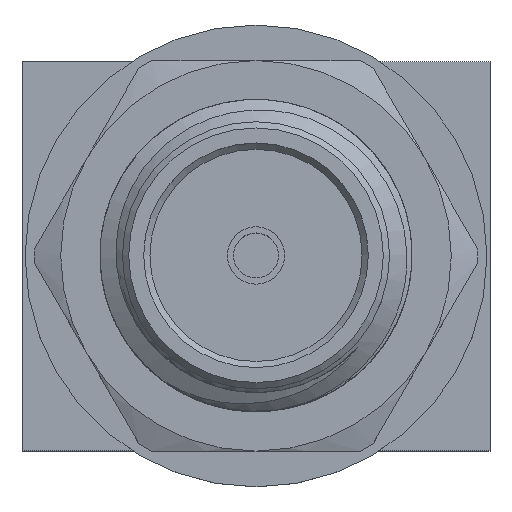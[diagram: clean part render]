
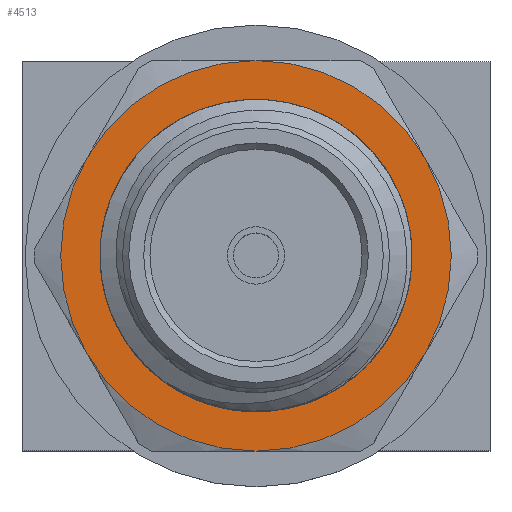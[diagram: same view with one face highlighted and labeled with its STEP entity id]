
A CAD part, top view. The second image highlights one B-rep face of the part: STEP entity #4513.
In plain terms, the highlighted planar face has unit normal (0, 0, 1).
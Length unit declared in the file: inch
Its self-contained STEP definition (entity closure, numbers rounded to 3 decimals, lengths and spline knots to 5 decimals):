
#107 = CARTESIAN_POINT ( 'NONE',  ( -0.02738, 0.12176, 0.185 ) ) ;
#115 = VERTEX_POINT ( 'NONE', #4895 ) ;
#321 = CARTESIAN_POINT ( 'NONE',  ( -0.11124, 0.05701, 0.185 ) ) ;
#440 = CARTESIAN_POINT ( 'NONE',  ( -0.11856, 0.03664, 0.185 ) ) ;
#566 = CIRCLE ( 'NONE', #5054, 0.1565 ) ;
#617 = VERTEX_POINT ( 'NONE', #6679 ) ;
#931 = CARTESIAN_POINT ( 'NONE',  ( 0.01388, 0.12132, 0.185 ) ) ;
#991 = CARTESIAN_POINT ( 'NONE',  ( 0., -0.1565, 0.185 ) ) ;
#997 = B_SPLINE_CURVE_WITH_KNOTS ( 'NONE', 3,
 ( #3470, #4379, #9770, #1277, #3608, #440, #7395, #6616 ),
 .UNSPECIFIED., .F., .F.,
 ( 4, 2, 2, 4 ),
 ( 0.00139, 0.0018, 0.00221, 0.00303 ),
 .UNSPECIFIED. ) ;
#1089 = CARTESIAN_POINT ( 'NONE',  ( 0., 0., 0.185 ) ) ;
#1120 = CIRCLE ( 'NONE', #5955, 0.1565 ) ;
#1136 = DIRECTION ( 'NONE',  ( 1., 0., 0. ) ) ;
#1274 = CARTESIAN_POINT ( 'NONE',  ( 0.02381, 0.11865, 0.185 ) ) ;
#1277 = CARTESIAN_POINT ( 'NONE',  ( -0.12146, 0.01513, 0.185 ) ) ;
#1321 = DIRECTION ( 'NONE',  ( 0., 0., 1. ) ) ;
#1360 = VERTEX_POINT ( 'NONE', #5691 ) ;
#1368 = DIRECTION ( 'NONE',  ( 1., 0., 0. ) ) ;
#1392 = VERTEX_POINT ( 'NONE', #9546 ) ;
#1646 = EDGE_CURVE ( 'NONE', #4316, #4942, #566, .T. ) ;
#1659 = CARTESIAN_POINT ( 'NONE',  ( 0., 0., 0.185 ) ) ;
#1959 = ORIENTED_EDGE ( 'NONE', *, *, #9434, .T. ) ;
#1966 = EDGE_CURVE ( 'NONE', #115, #1392, #9397, .T. ) ;
#2019 = DIRECTION ( 'NONE',  ( 0., 0., -1. ) ) ;
#2136 = CARTESIAN_POINT ( 'NONE',  ( 0., 0., 0.185 ) ) ;
#2308 = EDGE_CURVE ( 'NONE', #1360, #5057, #997, .T. ) ;
#2399 = ORIENTED_EDGE ( 'NONE', *, *, #1966, .T. ) ;
#2727 = ORIENTED_EDGE ( 'NONE', *, *, #4160, .T. ) ;
#2997 = AXIS2_PLACEMENT_3D ( 'NONE', #6856, #3769, #4551 ) ;
#3005 = VERTEX_POINT ( 'NONE', #3392 ) ;
#3013 = CARTESIAN_POINT ( 'NONE',  ( -0.13553, 0.07825, 0.185 ) ) ;
#3175 = CARTESIAN_POINT ( 'NONE',  ( 0.00347, 0.12275, 0.185 ) ) ;
#3325 = FACE_BOUND ( 'NONE', #6005, .T. ) ;
#3359 = ORIENTED_EDGE ( 'NONE', *, *, #7273, .T. ) ;
#3392 = CARTESIAN_POINT ( 'NONE',  ( -0.0375, 0.11924, 0.185 ) ) ;
#3470 = CARTESIAN_POINT ( 'NONE',  ( -0.12085, -0.00644, 0.185 ) ) ;
#3526 = DIRECTION ( 'NONE',  ( 0., 0., 1. ) ) ;
#3608 = CARTESIAN_POINT ( 'NONE',  ( -0.12099, 0.0206, 0.185 ) ) ;
#3769 = DIRECTION ( 'NONE',  ( 0., 0., 1. ) ) ;
#3784 = EDGE_CURVE ( 'NONE', #4044, #1360, #5517, .T. ) ;
#3885 = DIRECTION ( 'NONE',  ( 1., 0., 0. ) ) ;
#3989 = DIRECTION ( 'NONE',  ( 0., 0., 1. ) ) ;
#4044 = VERTEX_POINT ( 'NONE', #1274 ) ;
#4160 = EDGE_CURVE ( 'NONE', #617, #115, #5275, .T. ) ;
#4316 = VERTEX_POINT ( 'NONE', #3013 ) ;
#4379 = CARTESIAN_POINT ( 'NONE',  ( -0.12145, -0.00108, 0.185 ) ) ;
#4401 = DIRECTION ( 'NONE',  ( 1., 0., 0. ) ) ;
#4513 = ADVANCED_FACE ( 'NONE', ( #6229, #3325 ), #8305, .T. ) ;
#4551 = DIRECTION ( 'NONE',  ( 1., 0., 0. ) ) ;
#4576 = DIRECTION ( 'NONE',  ( 1., 0., 0. ) ) ;
#4745 = CARTESIAN_POINT ( 'NONE',  ( -0.13553, -0.07825, 0.185 ) ) ;
#4782 = CARTESIAN_POINT ( 'NONE',  ( -0.01716, 0.12295, 0.185 ) ) ;
#4895 = CARTESIAN_POINT ( 'NONE',  ( 0.13553, 0.07825, 0.185 ) ) ;
#4942 = VERTEX_POINT ( 'NONE', #4745 ) ;
#4961 = EDGE_CURVE ( 'NONE', #3005, #5057, #8285, .T. ) ;
#4976 = DIRECTION ( 'NONE',  ( 1., 0., 0. ) ) ;
#5054 = AXIS2_PLACEMENT_3D ( 'NONE', #7688, #9216, #4576 ) ;
#5057 = VERTEX_POINT ( 'NONE', #321 ) ;
#5103 = AXIS2_PLACEMENT_3D ( 'NONE', #8138, #2019, #1136 ) ;
#5275 = CIRCLE ( 'NONE', #8739, 0.1565 ) ;
#5378 = CIRCLE ( 'NONE', #2997, 0.1565 ) ;
#5517 = CIRCLE ( 'NONE', #5103, 0.12102 ) ;
#5573 = AXIS2_PLACEMENT_3D ( 'NONE', #2136, #1321, #5946 ) ;
#5691 = CARTESIAN_POINT ( 'NONE',  ( -0.12085, -0.00644, 0.185 ) ) ;
#5746 = AXIS2_PLACEMENT_3D ( 'NONE', #6712, #7495, #1368 ) ;
#5885 = ORIENTED_EDGE ( 'NONE', *, *, #9831, .T. ) ;
#5946 = DIRECTION ( 'NONE',  ( 1., 0., 0. ) ) ;
#5955 = AXIS2_PLACEMENT_3D ( 'NONE', #9757, #3526, #4401 ) ;
#6005 = EDGE_LOOP ( 'NONE', ( #6029, #9796, #7016, #7743 ) ) ;
#6029 = ORIENTED_EDGE ( 'NONE', *, *, #4961, .F. ) ;
#6085 = AXIS2_PLACEMENT_3D ( 'NONE', #1089, #7956, #4976 ) ;
#6229 = FACE_OUTER_BOUND ( 'NONE', #9055, .T. ) ;
#6517 = VERTEX_POINT ( 'NONE', #991 ) ;
#6569 = CIRCLE ( 'NONE', #9647, 0.1565 ) ;
#6616 = CARTESIAN_POINT ( 'NONE',  ( -0.11124, 0.05701, 0.185 ) ) ;
#6679 = CARTESIAN_POINT ( 'NONE',  ( 0.13553, -0.07825, 0.185 ) ) ;
#6712 = CARTESIAN_POINT ( 'NONE',  ( 0., 0., 0.185 ) ) ;
#6856 = CARTESIAN_POINT ( 'NONE',  ( 0., 0., 0.185 ) ) ;
#7016 = ORIENTED_EDGE ( 'NONE', *, *, #3784, .T. ) ;
#7058 = CARTESIAN_POINT ( 'NONE',  ( 0.02381, 0.11865, 0.185 ) ) ;
#7273 = EDGE_CURVE ( 'NONE', #4942, #6517, #6569, .T. ) ;
#7395 = CARTESIAN_POINT ( 'NONE',  ( -0.11559, 0.047, 0.185 ) ) ;
#7495 = DIRECTION ( 'NONE',  ( 0., 0., 1. ) ) ;
#7499 = DIRECTION ( 'NONE',  ( 1., 0., 0. ) ) ;
#7562 = CARTESIAN_POINT ( 'NONE',  ( 0., 0., 0.185 ) ) ;
#7688 = CARTESIAN_POINT ( 'NONE',  ( 0., 0., 0.185 ) ) ;
#7743 = ORIENTED_EDGE ( 'NONE', *, *, #2308, .T. ) ;
#7956 = DIRECTION ( 'NONE',  ( 0., 0., 1. ) ) ;
#8138 = CARTESIAN_POINT ( 'NONE',  ( 0., 0., 0.185 ) ) ;
#8285 = CIRCLE ( 'NONE', #6085, 0.125 ) ;
#8305 = PLANE ( 'NONE',  #5746 ) ;
#8739 = AXIS2_PLACEMENT_3D ( 'NONE', #7562, #9128, #7499 ) ;
#9055 = EDGE_LOOP ( 'NONE', ( #2727, #2399, #1959, #9425, #3359, #5885 ) ) ;
#9128 = DIRECTION ( 'NONE',  ( 0., 0., 1. ) ) ;
#9216 = DIRECTION ( 'NONE',  ( 0., 0., 1. ) ) ;
#9397 = CIRCLE ( 'NONE', #5573, 0.1565 ) ;
#9425 = ORIENTED_EDGE ( 'NONE', *, *, #1646, .T. ) ;
#9434 = EDGE_CURVE ( 'NONE', #1392, #4316, #5378, .T. ) ;
#9451 = CARTESIAN_POINT ( 'NONE',  ( -0.0375, 0.11924, 0.185 ) ) ;
#9546 = CARTESIAN_POINT ( 'NONE',  ( 0., 0.1565, 0.185 ) ) ;
#9568 = EDGE_CURVE ( 'NONE', #3005, #4044, #9962, .T. ) ;
#9647 = AXIS2_PLACEMENT_3D ( 'NONE', #1659, #3989, #3885 ) ;
#9757 = CARTESIAN_POINT ( 'NONE',  ( 0., 0., 0.185 ) ) ;
#9770 = CARTESIAN_POINT ( 'NONE',  ( -0.12168, 0.00431, 0.185 ) ) ;
#9796 = ORIENTED_EDGE ( 'NONE', *, *, #9568, .T. ) ;
#9831 = EDGE_CURVE ( 'NONE', #6517, #617, #1120, .T. ) ;
#9962 = B_SPLINE_CURVE_WITH_KNOTS ( 'NONE', 3,
 ( #9451, #107, #4782, #3175, #931, #7058 ),
 .UNSPECIFIED., .F., .F.,
 ( 4, 2, 4 ),
 ( 0., 0.00078, 0.00157 ),
 .UNSPECIFIED. ) ;
